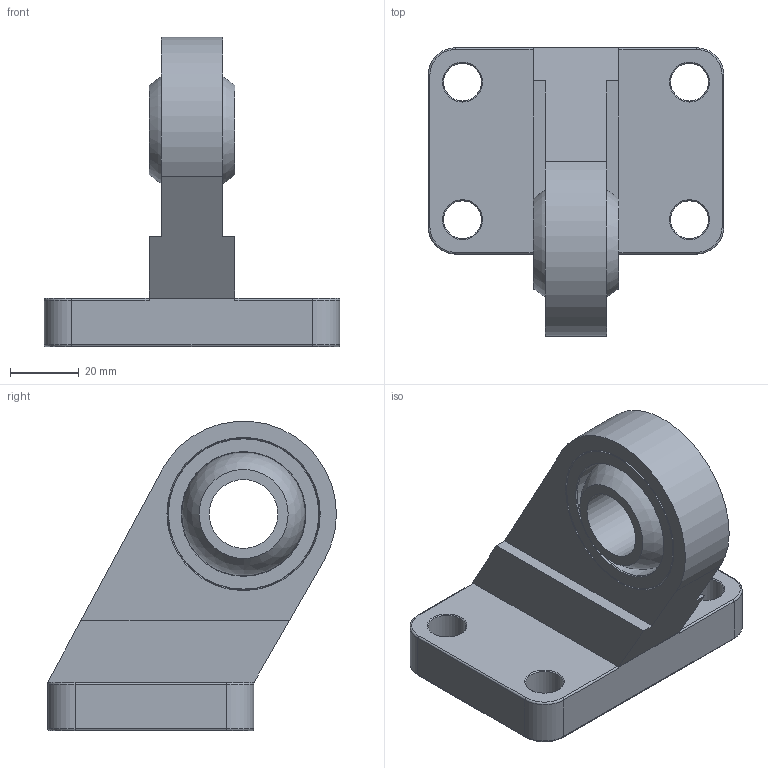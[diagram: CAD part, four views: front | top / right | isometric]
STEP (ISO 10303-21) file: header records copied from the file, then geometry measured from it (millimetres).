
FILE_DESCRIPTION((''),'2;1');
FILE_NAME('ASSI080.stp','2015-01-09T10:28:50',('carlo.corazza'),(''),'Autodesk Inventor 2012','Autodesk Inventor 2012','');
FILE_SCHEMA(('AUTOMOTIVE_DESIGN { 1 0 10303 214 1 1 1 1 }'));
Length unit declared in the file: millimetre
Products named in the file (1): ASSI080
Bounding box: 86 x 83.99 x 89.92 mm (x, y, z)
Volume: 143118.7 mm3; surface area: 31113.9 mm2
Topology: 2 solids, 2 shells, 66 faces, 155 edges, 94 vertices
Faces by surface type: cylinder 23, plane 19, cone 14, torus 8, sphere 2
Full cylindrical faces by diameter (mm): 11 x4, 20 x1, 36 x2
Entity records: 1862 total; most frequent: DIRECTION 333, CARTESIAN_POINT 283, ORIENTED_EDGE 254, AXIS2_PLACEMENT_3D 139, EDGE_CURVE 127, EDGE_LOOP 103, VERTEX_POINT 89, CIRCLE 72
